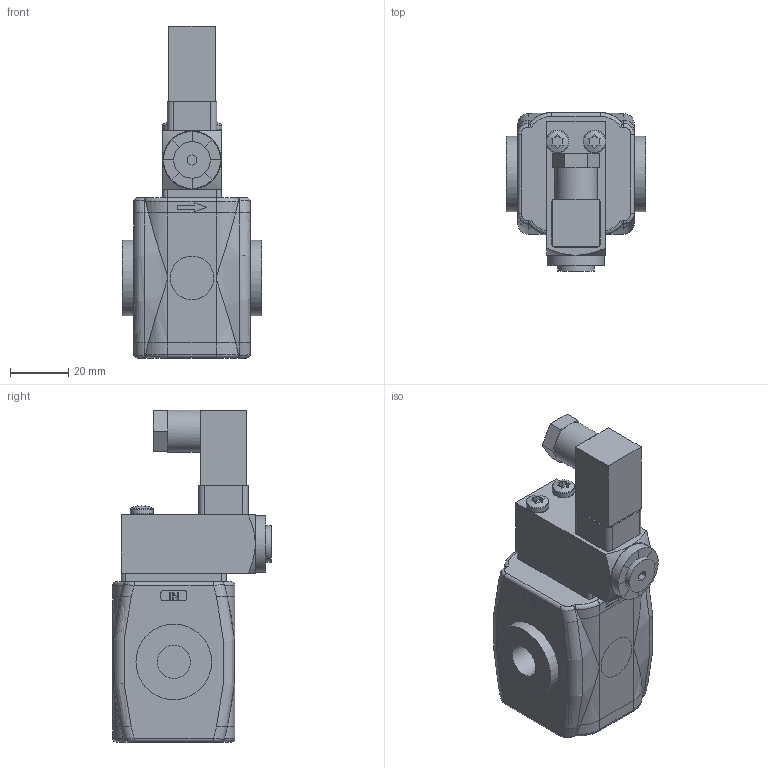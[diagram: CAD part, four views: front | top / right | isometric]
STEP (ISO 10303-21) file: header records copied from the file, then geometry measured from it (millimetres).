
FILE_DESCRIPTION((''),'2;1');
FILE_NAME('T171BPP.iam.step','2010-08-23T14:22:19',(''),(''),'Autodesk Inventor 2010','Autodesk Inventor 2010','');
FILE_SCHEMA(('AUTOMOTIVE_DESIGN { 1 0 10303 214 1 1 1 1 }'));
Length unit declared in the file: millimetre
Products named in the file (3): T171BPP; T1714B
Assembly tree (2 placements, depth 2):
  T171BPP
    T171BPP
    T1714B
Bounding box: 48 x 54.5 x 114 mm (x, y, z)
Volume: 124363.5 mm3; surface area: 22053.8 mm2
Topology: 2 solids, 2 shells, 306 faces, 736 edges, 464 vertices
Faces by surface type: plane 159, bspline 70, cylinder 50, torus 22, cone 4, sphere 1
Full cylindrical faces by diameter (mm): 2.5 x1, 4 x1, 7.8 x1, 11.445 x1, 12.5 x1, 14.5 x1, 19.5 x1, 26 x1
Entity records: 9783 total; most frequent: CARTESIAN_POINT 2883, ORIENTED_EDGE 1420, DIRECTION 1307, EDGE_CURVE 710, VERTEX_POINT 459, AXIS2_PLACEMENT_3D 444, VECTOR 419, LINE 419
